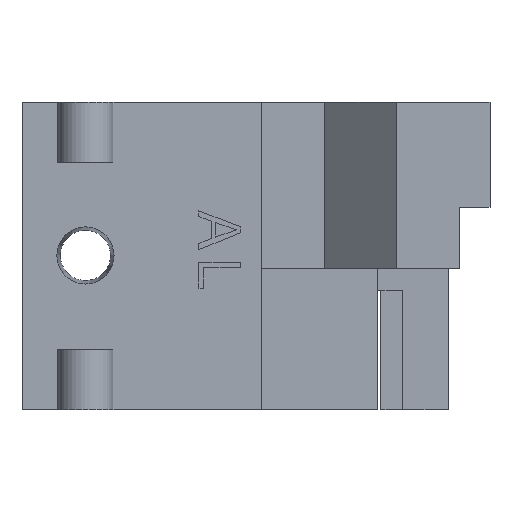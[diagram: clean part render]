
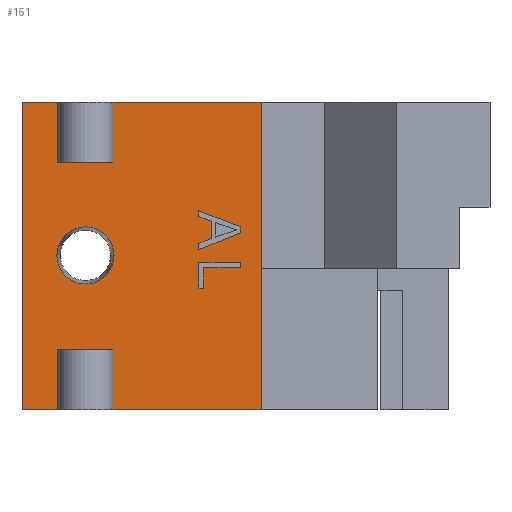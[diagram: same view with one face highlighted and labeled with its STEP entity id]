
A CAD part, front view. The second image highlights one B-rep face of the part: STEP entity #151.
In plain terms, the highlighted planar face has unit normal (0, -1, 0).
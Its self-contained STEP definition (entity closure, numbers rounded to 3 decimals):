
#54=FACE_BOUND('',#393,.T.);
#55=FACE_BOUND('',#394,.T.);
#56=FACE_BOUND('',#395,.T.);
#57=FACE_BOUND('',#396,.T.);
#73=CIRCLE('',#1735,1.375);
#151=ADVANCED_FACE('',(#54,#55,#56,#57),#229,.T.);
#229=PLANE('',#1776);
#393=EDGE_LOOP('',(#808));
#394=EDGE_LOOP('',(#809,#810,#811,#812,#813,#814,#815,#816));
#395=EDGE_LOOP('',(#817,#818,#819,#820,#821,#822));
#396=EDGE_LOOP('',(#823,#824,#825,#826,#827,#828,#829,#830,#831,#832,#833,
#834));
#808=ORIENTED_EDGE('',*,*,#1133,.T.);
#809=ORIENTED_EDGE('',*,*,#1236,.T.);
#810=ORIENTED_EDGE('',*,*,#1037,.T.);
#811=ORIENTED_EDGE('',*,*,#1034,.T.);
#812=ORIENTED_EDGE('',*,*,#1031,.T.);
#813=ORIENTED_EDGE('',*,*,#1028,.T.);
#814=ORIENTED_EDGE('',*,*,#1025,.T.);
#815=ORIENTED_EDGE('',*,*,#1022,.T.);
#816=ORIENTED_EDGE('',*,*,#1018,.T.);
#817=ORIENTED_EDGE('',*,*,#1057,.T.);
#818=ORIENTED_EDGE('',*,*,#1046,.T.);
#819=ORIENTED_EDGE('',*,*,#1049,.T.);
#820=ORIENTED_EDGE('',*,*,#1051,.T.);
#821=ORIENTED_EDGE('',*,*,#1053,.T.);
#822=ORIENTED_EDGE('',*,*,#1055,.T.);
#823=ORIENTED_EDGE('',*,*,#1235,.T.);
#824=ORIENTED_EDGE('',*,*,#1064,.F.);
#825=ORIENTED_EDGE('',*,*,#1230,.F.);
#826=ORIENTED_EDGE('',*,*,#1135,.T.);
#827=ORIENTED_EDGE('',*,*,#1157,.F.);
#828=ORIENTED_EDGE('',*,*,#1087,.F.);
#829=ORIENTED_EDGE('',*,*,#1089,.T.);
#830=ORIENTED_EDGE('',*,*,#1092,.T.);
#831=ORIENTED_EDGE('',*,*,#1156,.F.);
#832=ORIENTED_EDGE('',*,*,#1103,.T.);
#833=ORIENTED_EDGE('',*,*,#1232,.F.);
#834=ORIENTED_EDGE('',*,*,#1234,.T.);
#865=VERTEX_POINT('',#2200);
#866=VERTEX_POINT('',#2201);
#869=VERTEX_POINT('',#2209);
#871=VERTEX_POINT('',#2215);
#873=VERTEX_POINT('',#2221);
#875=VERTEX_POINT('',#2227);
#877=VERTEX_POINT('',#2233);
#879=VERTEX_POINT('',#2239);
#887=VERTEX_POINT('',#2258);
#888=VERTEX_POINT('',#2259);
#889=VERTEX_POINT('',#2264);
#890=VERTEX_POINT('',#2268);
#891=VERTEX_POINT('',#2272);
#892=VERTEX_POINT('',#2276);
#897=VERTEX_POINT('',#2291);
#898=VERTEX_POINT('',#2293);
#919=VERTEX_POINT('',#2347);
#920=VERTEX_POINT('',#2349);
#921=VERTEX_POINT('',#2353);
#922=VERTEX_POINT('',#2357);
#931=VERTEX_POINT('',#2380);
#932=VERTEX_POINT('',#2382);
#954=VERTEX_POINT('',#2443);
#955=VERTEX_POINT('',#2446);
#957=VERTEX_POINT('',#2449);
#1010=VERTEX_POINT('',#2634);
#1011=VERTEX_POINT('',#2638);
#1018=EDGE_CURVE('',#865,#866,#1247,.T.);
#1022=EDGE_CURVE('',#869,#865,#1251,.T.);
#1025=EDGE_CURVE('',#871,#869,#1254,.T.);
#1028=EDGE_CURVE('',#873,#871,#1257,.T.);
#1031=EDGE_CURVE('',#875,#873,#1260,.T.);
#1034=EDGE_CURVE('',#877,#875,#1263,.T.);
#1037=EDGE_CURVE('',#879,#877,#1266,.T.);
#1046=EDGE_CURVE('',#887,#888,#1275,.T.);
#1049=EDGE_CURVE('',#888,#889,#1278,.T.);
#1051=EDGE_CURVE('',#889,#890,#1280,.T.);
#1053=EDGE_CURVE('',#890,#891,#1282,.T.);
#1055=EDGE_CURVE('',#891,#892,#1284,.T.);
#1057=EDGE_CURVE('',#892,#887,#1286,.T.);
#1064=EDGE_CURVE('',#898,#897,#1291,.T.);
#1087=EDGE_CURVE('',#919,#920,#1307,.T.);
#1089=EDGE_CURVE('',#919,#921,#1309,.T.);
#1092=EDGE_CURVE('',#921,#922,#1312,.T.);
#1103=EDGE_CURVE('',#932,#931,#1323,.T.);
#1133=EDGE_CURVE('',#954,#954,#73,.T.);
#1135=EDGE_CURVE('',#957,#955,#1353,.T.);
#1156=EDGE_CURVE('',#932,#922,#1374,.T.);
#1157=EDGE_CURVE('',#920,#955,#1375,.T.);
#1230=EDGE_CURVE('',#957,#898,#1448,.T.);
#1232=EDGE_CURVE('',#1010,#931,#1450,.T.);
#1234=EDGE_CURVE('',#1010,#1011,#1452,.T.);
#1235=EDGE_CURVE('',#1011,#897,#1453,.T.);
#1236=EDGE_CURVE('',#866,#879,#1454,.T.);
#1247=LINE('',#2199,#1465);
#1251=LINE('',#2208,#1469);
#1254=LINE('',#2214,#1472);
#1257=LINE('',#2220,#1475);
#1260=LINE('',#2226,#1478);
#1263=LINE('',#2232,#1481);
#1266=LINE('',#2238,#1484);
#1275=LINE('',#2257,#1493);
#1278=LINE('',#2263,#1496);
#1280=LINE('',#2267,#1498);
#1282=LINE('',#2271,#1500);
#1284=LINE('',#2275,#1502);
#1286=LINE('',#2279,#1504);
#1291=LINE('',#2294,#1509);
#1307=LINE('',#2348,#1525);
#1309=LINE('',#2352,#1527);
#1312=LINE('',#2358,#1530);
#1323=LINE('',#2381,#1541);
#1353=LINE('',#2448,#1571);
#1374=LINE('',#2488,#1592);
#1375=LINE('',#2489,#1593);
#1448=LINE('',#2632,#1666);
#1450=LINE('',#2635,#1668);
#1452=LINE('',#2639,#1670);
#1453=LINE('',#2641,#1671);
#1454=LINE('',#2643,#1672);
#1465=VECTOR('',#1790,1.);
#1469=VECTOR('',#1796,1.);
#1472=VECTOR('',#1801,1.);
#1475=VECTOR('',#1806,1.);
#1478=VECTOR('',#1811,1.);
#1481=VECTOR('',#1816,1.);
#1484=VECTOR('',#1821,1.);
#1493=VECTOR('',#1834,1.);
#1496=VECTOR('',#1839,1.);
#1498=VECTOR('',#1843,1.);
#1500=VECTOR('',#1847,1.);
#1502=VECTOR('',#1851,1.);
#1504=VECTOR('',#1855,1.);
#1509=VECTOR('',#1868,1.);
#1525=VECTOR('',#1910,1.);
#1527=VECTOR('',#1914,1.);
#1530=VECTOR('',#1919,1.);
#1541=VECTOR('',#1936,1.);
#1571=VECTOR('',#1990,1.);
#1592=VECTOR('',#2025,1.);
#1593=VECTOR('',#2026,1.);
#1666=VECTOR('',#2157,1.);
#1668=VECTOR('',#2159,1.);
#1670=VECTOR('',#2163,1.);
#1671=VECTOR('',#2166,1.);
#1672=VECTOR('',#2169,1.);
#1735=AXIS2_PLACEMENT_3D('',#2442,#1985,#1986);
#1776=AXIS2_PLACEMENT_3D('',#2644,#2170,#2171);
#1790=DIRECTION('',(0.934,0.,-0.358));
#1796=DIRECTION('',(0.,0.,1.));
#1801=DIRECTION('',(-0.934,0.,0.358));
#1806=DIRECTION('',(0.,0.,1.));
#1811=DIRECTION('',(0.925,0.,0.379));
#1816=DIRECTION('',(0.,0.,1.));
#1821=DIRECTION('',(-0.925,0.,-0.379));
#1834=DIRECTION('',(-1.,0.,0.));
#1839=DIRECTION('',(0.,0.,-1.));
#1843=DIRECTION('',(-1.,0.,0.));
#1847=DIRECTION('',(0.,0.,1.));
#1851=DIRECTION('',(1.,0.,0.));
#1855=DIRECTION('',(0.,0.,-1.));
#1868=DIRECTION('',(0.,0.,-1.));
#1910=DIRECTION('',(0.,0.,-1.));
#1914=DIRECTION('',(1.,0.,0.));
#1919=DIRECTION('',(0.,0.,-1.));
#1936=DIRECTION('',(0.,0.,1.));
#1985=DIRECTION('',(0.,1.,0.));
#1986=DIRECTION('',(1.,0.,0.));
#1990=DIRECTION('',(0.,0.,-1.));
#2025=DIRECTION('',(-1.,0.,0.));
#2026=DIRECTION('',(-1.,0.,0.));
#2157=DIRECTION('',(1.,0.,0.));
#2159=DIRECTION('',(1.,0.,0.));
#2163=DIRECTION('',(0.,0.,-1.));
#2166=DIRECTION('',(-1.,0.,0.));
#2169=DIRECTION('',(0.,0.,-1.));
#2170=DIRECTION('',(0.,-1.,0.));
#2171=DIRECTION('',(1.,0.,0.));
#2199=CARTESIAN_POINT('',(-67.154,14.762,9.572));
#2200=CARTESIAN_POINT('',(-67.154,14.762,9.572));
#2201=CARTESIAN_POINT('',(-65.158,14.762,8.806));
#2208=CARTESIAN_POINT('',(-67.154,14.762,9.298));
#2209=CARTESIAN_POINT('',(-67.154,14.762,9.298));
#2214=CARTESIAN_POINT('',(-66.547,14.762,9.065));
#2215=CARTESIAN_POINT('',(-66.547,14.762,9.065));
#2220=CARTESIAN_POINT('',(-66.547,14.762,8.247));
#2221=CARTESIAN_POINT('',(-66.547,14.762,8.247));
#2226=CARTESIAN_POINT('',(-67.154,14.762,7.998));
#2227=CARTESIAN_POINT('',(-67.154,14.762,7.998));
#2232=CARTESIAN_POINT('',(-67.154,14.762,7.7));
#2233=CARTESIAN_POINT('',(-67.154,14.762,7.7));
#2238=CARTESIAN_POINT('',(-65.158,14.762,8.519));
#2239=CARTESIAN_POINT('',(-65.158,14.762,8.519));
#2257=CARTESIAN_POINT('',(-65.154,14.762,6.835));
#2258=CARTESIAN_POINT('',(-65.154,14.762,6.835));
#2259=CARTESIAN_POINT('',(-66.918,14.762,6.835));
#2263=CARTESIAN_POINT('',(-66.918,14.762,6.835));
#2264=CARTESIAN_POINT('',(-66.918,14.762,5.85));
#2267=CARTESIAN_POINT('',(-66.918,14.762,5.85));
#2268=CARTESIAN_POINT('',(-67.154,14.762,5.85));
#2271=CARTESIAN_POINT('',(-67.154,14.762,5.85));
#2272=CARTESIAN_POINT('',(-67.154,14.762,7.1));
#2275=CARTESIAN_POINT('',(-67.154,14.762,7.1));
#2276=CARTESIAN_POINT('',(-65.154,14.762,7.1));
#2279=CARTESIAN_POINT('',(-65.154,14.762,7.1));
#2291=CARTESIAN_POINT('',(-73.929,14.762,11.9));
#2293=CARTESIAN_POINT('',(-73.929,14.762,14.8));
#2294=CARTESIAN_POINT('',(-73.929,14.762,14.8));
#2347=CARTESIAN_POINT('',(-73.929,14.762,2.9));
#2348=CARTESIAN_POINT('',(-73.929,14.762,2.9));
#2349=CARTESIAN_POINT('',(-73.929,14.762,0.));
#2352=CARTESIAN_POINT('',(-73.929,14.762,2.9));
#2353=CARTESIAN_POINT('',(-71.279,14.762,2.9));
#2357=CARTESIAN_POINT('',(-71.279,14.762,0.));
#2358=CARTESIAN_POINT('',(-71.279,14.762,2.9));
#2380=CARTESIAN_POINT('',(-64.154,14.762,14.8));
#2381=CARTESIAN_POINT('',(-64.154,14.762,0.));
#2382=CARTESIAN_POINT('',(-64.154,14.762,0.));
#2442=CARTESIAN_POINT('',(-72.604,14.762,7.425));
#2443=CARTESIAN_POINT('',(-71.229,14.762,7.425));
#2446=CARTESIAN_POINT('',(-75.654,14.762,0.));
#2448=CARTESIAN_POINT('',(-75.654,14.762,14.8));
#2449=CARTESIAN_POINT('',(-75.654,14.762,14.8));
#2488=CARTESIAN_POINT('',(-64.154,14.762,0.));
#2489=CARTESIAN_POINT('',(-73.929,14.762,0.));
#2632=CARTESIAN_POINT('',(-75.654,14.762,14.8));
#2634=CARTESIAN_POINT('',(-71.279,14.762,14.8));
#2635=CARTESIAN_POINT('',(-71.279,14.762,14.8));
#2638=CARTESIAN_POINT('',(-71.279,14.762,11.9));
#2639=CARTESIAN_POINT('',(-71.279,14.762,14.8));
#2641=CARTESIAN_POINT('',(-71.279,14.762,11.9));
#2643=CARTESIAN_POINT('',(-65.158,14.762,8.806));
#2644=CARTESIAN_POINT('',(-75.754,14.762,-0.1));
